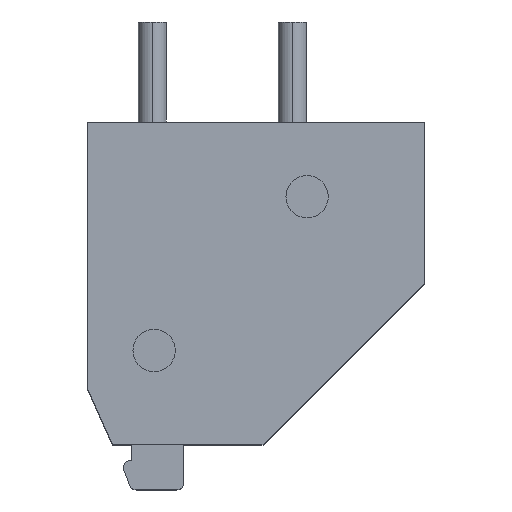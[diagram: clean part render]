
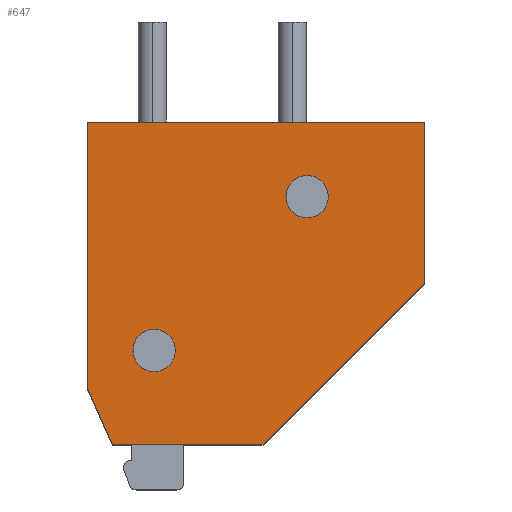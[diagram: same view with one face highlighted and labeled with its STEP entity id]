
A CAD part, top view. The second image highlights one B-rep face of the part: STEP entity #647.
In plain terms, the highlighted face is planar.
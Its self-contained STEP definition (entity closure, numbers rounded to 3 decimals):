
#9 = CARTESIAN_POINT ( 'NONE',  ( -1.05, 1.75, 11.5 ) ) ;
#14 = EDGE_CURVE ( 'NONE', #448, #861, #1329, .T. ) ;
#38 = CARTESIAN_POINT ( 'NONE',  ( 4.7, 1.75, 0. ) ) ;
#64 = AXIS2_PLACEMENT_3D ( 'NONE', #2319, #503, #1310 ) ;
#66 = VECTOR ( 'NONE', #2506, 1000. ) ;
#127 = CARTESIAN_POINT ( 'NONE',  ( -7.3, 1.75, 9.527 ) ) ;
#150 = VECTOR ( 'NONE', #1213, 1000. ) ;
#193 = CIRCLE ( 'NONE', #2472, 0.756 ) ;
#249 = ORIENTED_EDGE ( 'NONE', *, *, #1197, .F. ) ;
#251 = VECTOR ( 'NONE', #2141, 1000. ) ;
#324 = DIRECTION ( 'NONE',  ( 1., 0., 0. ) ) ;
#331 = DIRECTION ( 'NONE',  ( 0., -1., 0. ) ) ;
#346 = EDGE_LOOP ( 'NONE', ( #2134, #1851 ) ) ;
#363 = CARTESIAN_POINT ( 'NONE',  ( -7.3, 1.75, 0. ) ) ;
#406 = CARTESIAN_POINT ( 'NONE',  ( -6.425, 1.75, 11.5 ) ) ;
#437 = VERTEX_POINT ( 'NONE', #2580 ) ;
#448 = VERTEX_POINT ( 'NONE', #363 ) ;
#493 = ORIENTED_EDGE ( 'NONE', *, *, #809, .F. ) ;
#503 = DIRECTION ( 'NONE',  ( 0., 1., 0. ) ) ;
#516 = CARTESIAN_POINT ( 'NONE',  ( -7.3, 1.75, 9.527 ) ) ;
#519 = LINE ( 'NONE', #1328, #251 ) ;
#530 = FACE_OUTER_BOUND ( 'NONE', #2217, .T. ) ;
#547 = DIRECTION ( 'NONE',  ( 0., 1., 0. ) ) ;
#614 = CIRCLE ( 'NONE', #2097, 0.756 ) ;
#619 = ORIENTED_EDGE ( 'NONE', *, *, #956, .F. ) ;
#647 = ADVANCED_FACE ( 'NONE', ( #1539, #2349, #530 ), #1340, .F. ) ;
#649 = ORIENTED_EDGE ( 'NONE', *, *, #1024, .F. ) ;
#668 = DIRECTION ( 'NONE',  ( 0., 1., 0. ) ) ;
#684 = VERTEX_POINT ( 'NONE', #756 ) ;
#699 = DIRECTION ( 'NONE',  ( -1., 0., 0. ) ) ;
#732 = AXIS2_PLACEMENT_3D ( 'NONE', #2154, #331, #1139 ) ;
#756 = CARTESIAN_POINT ( 'NONE',  ( 1.28, 1.75, 2.639 ) ) ;
#809 = EDGE_CURVE ( 'NONE', #2257, #2486, #2225, .T. ) ;
#817 = DIRECTION ( 'NONE',  ( -1., 0., 0. ) ) ;
#827 = CARTESIAN_POINT ( 'NONE',  ( -1.05, 1.75, 11.5 ) ) ;
#857 = EDGE_LOOP ( 'NONE', ( #619, #649 ) ) ;
#861 = VERTEX_POINT ( 'NONE', #38 ) ;
#886 = LINE ( 'NONE', #1694, #66 ) ;
#930 = CARTESIAN_POINT ( 'NONE',  ( -6.425, 1.75, 11.5 ) ) ;
#933 = DIRECTION ( 'NONE',  ( 0., 0., -1. ) ) ;
#956 = EDGE_CURVE ( 'NONE', #1433, #2421, #193, .T. ) ;
#1005 = ORIENTED_EDGE ( 'NONE', *, *, #1892, .F. ) ;
#1024 = EDGE_CURVE ( 'NONE', #2421, #1433, #2606, .T. ) ;
#1120 = AXIS2_PLACEMENT_3D ( 'NONE', #1705, #2513, #699 ) ;
#1139 = DIRECTION ( 'NONE',  ( 1., 0., 0. ) ) ;
#1197 = EDGE_CURVE ( 'NONE', #1223, #2257, #1821, .T. ) ;
#1202 = ORIENTED_EDGE ( 'NONE', *, *, #2216, .F. ) ;
#1205 = CIRCLE ( 'NONE', #64, 0.756 ) ;
#1213 = DIRECTION ( 'NONE',  ( -0.405, 0., -0.914 ) ) ;
#1223 = VERTEX_POINT ( 'NONE', #827 ) ;
#1310 = DIRECTION ( 'NONE',  ( -1., 0., 0. ) ) ;
#1322 = EDGE_CURVE ( 'NONE', #1642, #1223, #519, .T. ) ;
#1328 = CARTESIAN_POINT ( 'NONE',  ( 4.7, 1.75, 5.75 ) ) ;
#1329 = LINE ( 'NONE', #2143, #1640 ) ;
#1340 = PLANE ( 'NONE',  #732 ) ;
#1352 = DIRECTION ( 'NONE',  ( -1., 0., 0. ) ) ;
#1433 = VERTEX_POINT ( 'NONE', #1790 ) ;
#1440 = VECTOR ( 'NONE', #817, 1000. ) ;
#1476 = DIRECTION ( 'NONE',  ( -1., 0., 0. ) ) ;
#1514 = ORIENTED_EDGE ( 'NONE', *, *, #14, .F. ) ;
#1539 = FACE_BOUND ( 'NONE', #346, .T. ) ;
#1569 = ORIENTED_EDGE ( 'NONE', *, *, #1322, .F. ) ;
#1640 = VECTOR ( 'NONE', #324, 1000. ) ;
#1642 = VERTEX_POINT ( 'NONE', #2093 ) ;
#1694 = CARTESIAN_POINT ( 'NONE',  ( 4.7, 1.75, 0. ) ) ;
#1705 = CARTESIAN_POINT ( 'NONE',  ( -4.937, 1.75, 8.131 ) ) ;
#1790 = CARTESIAN_POINT ( 'NONE',  ( -5.693, 1.75, 8.131 ) ) ;
#1821 = LINE ( 'NONE', #9, #1440 ) ;
#1851 = ORIENTED_EDGE ( 'NONE', *, *, #2542, .F. ) ;
#1892 = EDGE_CURVE ( 'NONE', #2486, #448, #1940, .T. ) ;
#1940 = LINE ( 'NONE', #127, #2475 ) ;
#2093 = CARTESIAN_POINT ( 'NONE',  ( 4.7, 1.75, 5.75 ) ) ;
#2097 = AXIS2_PLACEMENT_3D ( 'NONE', #2361, #547, #1352 ) ;
#2134 = ORIENTED_EDGE ( 'NONE', *, *, #2443, .F. ) ;
#2141 = DIRECTION ( 'NONE',  ( -0.707, 0., 0.707 ) ) ;
#2143 = CARTESIAN_POINT ( 'NONE',  ( -7.3, 1.75, 0. ) ) ;
#2154 = CARTESIAN_POINT ( 'NONE',  ( -7.3, 1.75, 0. ) ) ;
#2216 = EDGE_CURVE ( 'NONE', #861, #1642, #886, .T. ) ;
#2217 = EDGE_LOOP ( 'NONE', ( #1202, #1514, #1005, #493, #249, #1569 ) ) ;
#2225 = LINE ( 'NONE', #406, #150 ) ;
#2257 = VERTEX_POINT ( 'NONE', #930 ) ;
#2306 = CARTESIAN_POINT ( 'NONE',  ( -4.182, 1.75, 8.131 ) ) ;
#2319 = CARTESIAN_POINT ( 'NONE',  ( 0.525, 1.75, 2.639 ) ) ;
#2349 = FACE_BOUND ( 'NONE', #857, .T. ) ;
#2361 = CARTESIAN_POINT ( 'NONE',  ( 0.525, 1.75, 2.639 ) ) ;
#2421 = VERTEX_POINT ( 'NONE', #2306 ) ;
#2443 = EDGE_CURVE ( 'NONE', #437, #684, #1205, .T. ) ;
#2472 = AXIS2_PLACEMENT_3D ( 'NONE', #2484, #668, #1476 ) ;
#2475 = VECTOR ( 'NONE', #933, 1000. ) ;
#2484 = CARTESIAN_POINT ( 'NONE',  ( -4.937, 1.75, 8.131 ) ) ;
#2486 = VERTEX_POINT ( 'NONE', #516 ) ;
#2506 = DIRECTION ( 'NONE',  ( 0., 0., 1. ) ) ;
#2513 = DIRECTION ( 'NONE',  ( 0., 1., 0. ) ) ;
#2542 = EDGE_CURVE ( 'NONE', #684, #437, #614, .T. ) ;
#2580 = CARTESIAN_POINT ( 'NONE',  ( -0.231, 1.75, 2.639 ) ) ;
#2606 = CIRCLE ( 'NONE', #1120, 0.756 ) ;
